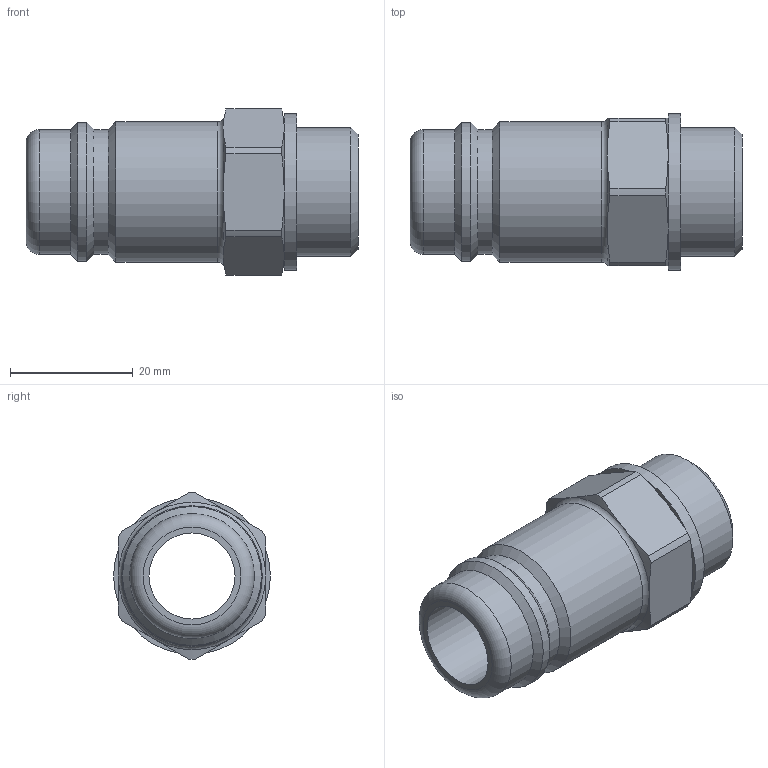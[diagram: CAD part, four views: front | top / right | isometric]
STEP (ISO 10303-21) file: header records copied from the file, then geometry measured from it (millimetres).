
FILE_DESCRIPTION((''),'2;1');
FILE_NAME('38sfaw21mxx.stp','2013-12-09T11:35:38',('IA176480'),(''),'Autodesk Inventor 2013','Autodesk Inventor 2013','');
FILE_SCHEMA(('AUTOMOTIVE_DESIGN { 1 0 10303 214 1 1 1 1 }'));
Length unit declared in the file: millimetre
Products named in the file (3): D108772; D108764; D105913
Assembly tree (2 placements, depth 2):
  D108772
    D108764
    D105913
Bounding box: 54 x 25.5 x 27.05 mm (x, y, z)
Volume: 13123.3 mm3; surface area: 7346.6 mm2
Topology: 2 solids, 2 shells, 46 faces, 102 edges, 61 vertices
Faces by surface type: cone 16, cylinder 15, plane 13, torus 2
Full cylindrical faces by diameter (mm): 14 x1, 20.3 x2, 20.955 x1, 22.6 x1, 22.85 x1, 25.5 x1
Entity records: 1261 total; most frequent: CARTESIAN_POINT 247, DIRECTION 210, ORIENTED_EDGE 176, AXIS2_PLACEMENT_3D 95, EDGE_CURVE 88, EDGE_LOOP 64, VERTEX_POINT 60, FACE_OUTER_BOUND 46
